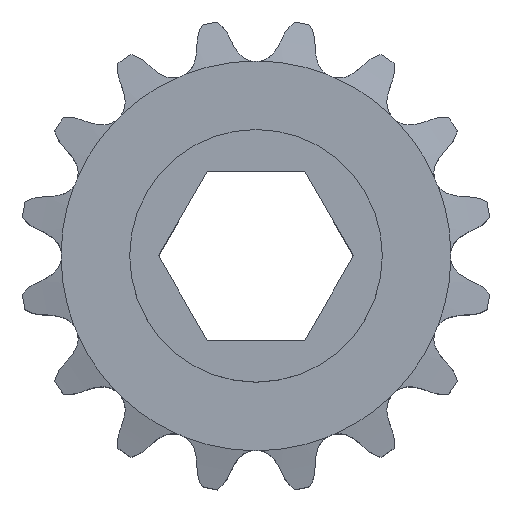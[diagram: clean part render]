
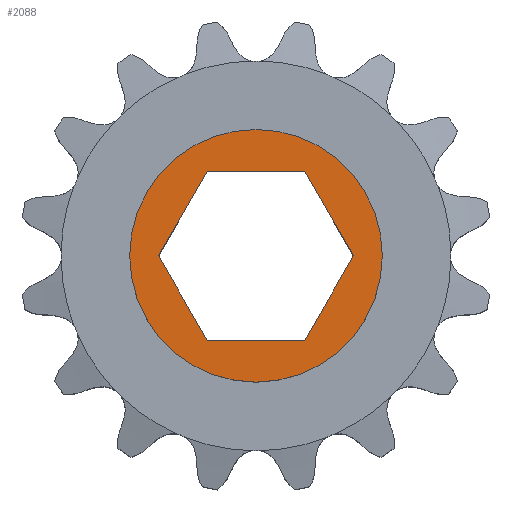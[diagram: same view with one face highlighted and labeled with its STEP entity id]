
A CAD part, top view. The second image highlights one B-rep face of the part: STEP entity #2088.
In plain terms, the highlighted planar face has unit normal (0, 0, 1).
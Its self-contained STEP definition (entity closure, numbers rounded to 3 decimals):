
#174 = VERTEX_POINT ( 'NONE', #6543 ) ;
#568 = ORIENTED_EDGE ( 'NONE', *, *, #10180, .T. ) ;
#827 = ORIENTED_EDGE ( 'NONE', *, *, #5469, .F. ) ;
#859 = LINE ( 'NONE', #10357, #13447 ) ;
#1020 = VECTOR ( 'NONE', #7228, 1000. ) ;
#1072 = FACE_BOUND ( 'NONE', #3783, .T. ) ;
#1306 = CARTESIAN_POINT ( 'NONE',  ( 3.675, 6.365, 7.938 ) ) ;
#1349 = EDGE_CURVE ( 'NONE', #5673, #10358, #9706, .T. ) ;
#1590 = CARTESIAN_POINT ( 'NONE',  ( 9.525, 0., 7.938 ) ) ;
#2088 = ADVANCED_FACE ( 'NONE', ( #1072, #10496 ), #6447, .T. ) ;
#2338 = EDGE_LOOP ( 'NONE', ( #13330, #568 ) ) ;
#2910 = VECTOR ( 'NONE', #6349, 1000. ) ;
#3323 = DIRECTION ( 'NONE',  ( 0., 0., 1. ) ) ;
#3581 = AXIS2_PLACEMENT_3D ( 'NONE', #12679, #3323, #4333 ) ;
#3783 = EDGE_LOOP ( 'NONE', ( #9561, #6138, #6063, #827, #7711, #11215 ) ) ;
#3887 = DIRECTION ( 'NONE',  ( 1., 0., 0. ) ) ;
#4330 = DIRECTION ( 'NONE',  ( 1., 0., 0. ) ) ;
#4333 = DIRECTION ( 'NONE',  ( 1., 0., 0. ) ) ;
#4421 = CIRCLE ( 'NONE', #9683, 9.525 ) ;
#4496 = CARTESIAN_POINT ( 'NONE',  ( 3.675, -6.365, 7.938 ) ) ;
#5052 = EDGE_CURVE ( 'NONE', #10358, #174, #859, .T. ) ;
#5058 = DIRECTION ( 'NONE',  ( 1., 0., 0. ) ) ;
#5140 = DIRECTION ( 'NONE',  ( -0.5, 0.866, 0. ) ) ;
#5281 = DIRECTION ( 'NONE',  ( 0., 0., 1. ) ) ;
#5393 = EDGE_CURVE ( 'NONE', #8442, #5913, #11280, .T. ) ;
#5469 = EDGE_CURVE ( 'NONE', #13142, #8442, #8388, .T. ) ;
#5673 = VERTEX_POINT ( 'NONE', #7906 ) ;
#5683 = CARTESIAN_POINT ( 'NONE',  ( -7.35, 0., 7.938 ) ) ;
#5913 = VERTEX_POINT ( 'NONE', #10911 ) ;
#5998 = DIRECTION ( 'NONE',  ( 0.5, -0.866, 0. ) ) ;
#6063 = ORIENTED_EDGE ( 'NONE', *, *, #5393, .F. ) ;
#6103 = AXIS2_PLACEMENT_3D ( 'NONE', #9605, #5281, #4330 ) ;
#6138 = ORIENTED_EDGE ( 'NONE', *, *, #9421, .F. ) ;
#6218 = DIRECTION ( 'NONE',  ( 0., 0., 1. ) ) ;
#6349 = DIRECTION ( 'NONE',  ( -1., 0., 0. ) ) ;
#6447 = PLANE ( 'NONE',  #6103 ) ;
#6543 = CARTESIAN_POINT ( 'NONE',  ( 3.675, 6.365, 7.938 ) ) ;
#7225 = LINE ( 'NONE', #10184, #9877 ) ;
#7228 = DIRECTION ( 'NONE',  ( -0.5, -0.866, 0. ) ) ;
#7265 = CIRCLE ( 'NONE', #3581, 9.525 ) ;
#7441 = CARTESIAN_POINT ( 'NONE',  ( 7.35, 0., 7.938 ) ) ;
#7711 = ORIENTED_EDGE ( 'NONE', *, *, #10302, .F. ) ;
#7906 = CARTESIAN_POINT ( 'NONE',  ( 3.675, -6.365, 7.938 ) ) ;
#8211 = VECTOR ( 'NONE', #5998, 1000. ) ;
#8253 = VECTOR ( 'NONE', #10800, 1000. ) ;
#8388 = LINE ( 'NONE', #11684, #1020 ) ;
#8403 = CARTESIAN_POINT ( 'NONE',  ( 0., 0., 7.938 ) ) ;
#8442 = VERTEX_POINT ( 'NONE', #8777 ) ;
#8594 = VERTEX_POINT ( 'NONE', #9883 ) ;
#8777 = CARTESIAN_POINT ( 'NONE',  ( -7.35, 0., 7.938 ) ) ;
#9421 = EDGE_CURVE ( 'NONE', #5913, #5673, #7225, .T. ) ;
#9561 = ORIENTED_EDGE ( 'NONE', *, *, #1349, .F. ) ;
#9580 = LINE ( 'NONE', #1306, #2910 ) ;
#9605 = CARTESIAN_POINT ( 'NONE',  ( 0., 0., 7.938 ) ) ;
#9683 = AXIS2_PLACEMENT_3D ( 'NONE', #8403, #6218, #5058 ) ;
#9706 = LINE ( 'NONE', #4496, #8253 ) ;
#9877 = VECTOR ( 'NONE', #3887, 1000. ) ;
#9883 = CARTESIAN_POINT ( 'NONE',  ( -9.525, 0., 7.938 ) ) ;
#10049 = VERTEX_POINT ( 'NONE', #1590 ) ;
#10180 = EDGE_CURVE ( 'NONE', #10049, #8594, #4421, .T. ) ;
#10184 = CARTESIAN_POINT ( 'NONE',  ( -3.675, -6.365, 7.938 ) ) ;
#10302 = EDGE_CURVE ( 'NONE', #174, #13142, #9580, .T. ) ;
#10357 = CARTESIAN_POINT ( 'NONE',  ( 7.35, 0., 7.938 ) ) ;
#10358 = VERTEX_POINT ( 'NONE', #7441 ) ;
#10496 = FACE_OUTER_BOUND ( 'NONE', #2338, .T. ) ;
#10800 = DIRECTION ( 'NONE',  ( 0.5, 0.866, 0. ) ) ;
#10888 = CARTESIAN_POINT ( 'NONE',  ( -3.675, 6.365, 7.938 ) ) ;
#10911 = CARTESIAN_POINT ( 'NONE',  ( -3.675, -6.365, 7.938 ) ) ;
#11215 = ORIENTED_EDGE ( 'NONE', *, *, #5052, .F. ) ;
#11280 = LINE ( 'NONE', #5683, #8211 ) ;
#11684 = CARTESIAN_POINT ( 'NONE',  ( -3.675, 6.365, 7.938 ) ) ;
#12642 = EDGE_CURVE ( 'NONE', #8594, #10049, #7265, .T. ) ;
#12679 = CARTESIAN_POINT ( 'NONE',  ( 0., 0., 7.938 ) ) ;
#13142 = VERTEX_POINT ( 'NONE', #10888 ) ;
#13330 = ORIENTED_EDGE ( 'NONE', *, *, #12642, .T. ) ;
#13447 = VECTOR ( 'NONE', #5140, 1000. ) ;
